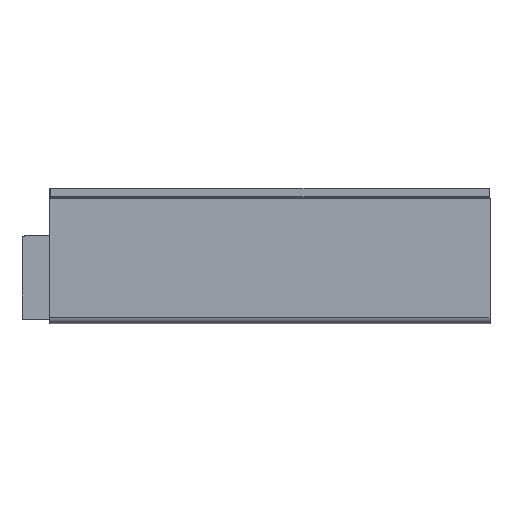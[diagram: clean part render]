
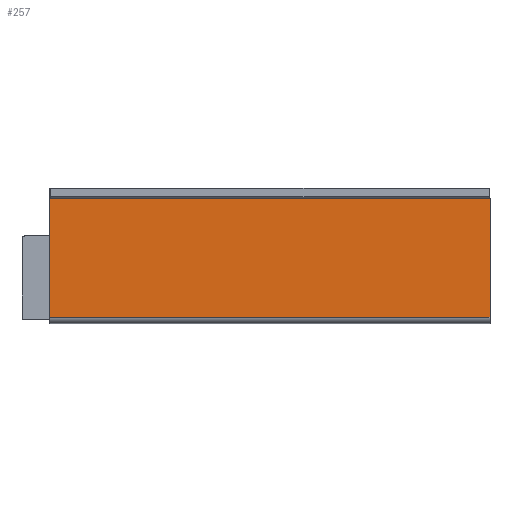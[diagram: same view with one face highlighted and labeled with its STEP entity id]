
A CAD part, top view. The second image highlights one B-rep face of the part: STEP entity #257.
In plain terms, the highlighted planar face has unit normal (0, 0, 1).
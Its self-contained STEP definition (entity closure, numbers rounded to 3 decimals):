
#87 = VERTEX_POINT ( 'NONE', #1357 ) ;
#118 = ORIENTED_EDGE ( 'NONE', *, *, #1904, .T. ) ;
#183 = CARTESIAN_POINT ( 'NONE',  ( -2., 13.4, 0. ) ) ;
#189 = EDGE_LOOP ( 'NONE', ( #1336, #118, #2043, #279 ) ) ;
#226 = CARTESIAN_POINT ( 'NONE',  ( 45.2, 0., 0. ) ) ;
#245 = DIRECTION ( 'NONE',  ( 0., 0., -1. ) ) ;
#257 = ADVANCED_FACE ( 'NONE', ( #1818 ), #1230, .F. ) ;
#268 = DIRECTION ( 'NONE',  ( -1., 0., 0. ) ) ;
#279 = ORIENTED_EDGE ( 'NONE', *, *, #2004, .T. ) ;
#360 = LINE ( 'NONE', #1828, #1161 ) ;
#537 = LINE ( 'NONE', #183, #1963 ) ;
#591 = EDGE_CURVE ( 'NONE', #87, #1632, #537, .T. ) ;
#787 = VECTOR ( 'NONE', #1060, 1000. ) ;
#823 = DIRECTION ( 'NONE',  ( -1., 0., 0. ) ) ;
#825 = VERTEX_POINT ( 'NONE', #859 ) ;
#859 = CARTESIAN_POINT ( 'NONE',  ( -2., 0.7, 0. ) ) ;
#905 = LINE ( 'NONE', #226, #787 ) ;
#909 = DIRECTION ( 'NONE',  ( 1., 0., 0. ) ) ;
#1053 = VERTEX_POINT ( 'NONE', #1321 ) ;
#1060 = DIRECTION ( 'NONE',  ( 0., 1., 0. ) ) ;
#1129 = CARTESIAN_POINT ( 'NONE',  ( -2., 13.4, 0. ) ) ;
#1161 = VECTOR ( 'NONE', #1839, 1000. ) ;
#1163 = LINE ( 'NONE', #2012, #1416 ) ;
#1216 = AXIS2_PLACEMENT_3D ( 'NONE', #2011, #245, #268 ) ;
#1230 = PLANE ( 'NONE',  #1216 ) ;
#1313 = EDGE_CURVE ( 'NONE', #825, #1053, #1163, .T. ) ;
#1321 = CARTESIAN_POINT ( 'NONE',  ( 45.2, 0.7, 0. ) ) ;
#1336 = ORIENTED_EDGE ( 'NONE', *, *, #1313, .T. ) ;
#1357 = CARTESIAN_POINT ( 'NONE',  ( 45.2, 13.4, 0. ) ) ;
#1416 = VECTOR ( 'NONE', #909, 1000. ) ;
#1632 = VERTEX_POINT ( 'NONE', #1129 ) ;
#1818 = FACE_OUTER_BOUND ( 'NONE', #189, .T. ) ;
#1828 = CARTESIAN_POINT ( 'NONE',  ( -2., 0., 0. ) ) ;
#1839 = DIRECTION ( 'NONE',  ( 0., -1., 0. ) ) ;
#1904 = EDGE_CURVE ( 'NONE', #1053, #87, #905, .T. ) ;
#1963 = VECTOR ( 'NONE', #823, 1000. ) ;
#2004 = EDGE_CURVE ( 'NONE', #1632, #825, #360, .T. ) ;
#2011 = CARTESIAN_POINT ( 'NONE',  ( 0., 0., 0. ) ) ;
#2012 = CARTESIAN_POINT ( 'NONE',  ( -2., 0.7, 0. ) ) ;
#2043 = ORIENTED_EDGE ( 'NONE', *, *, #591, .T. ) ;
